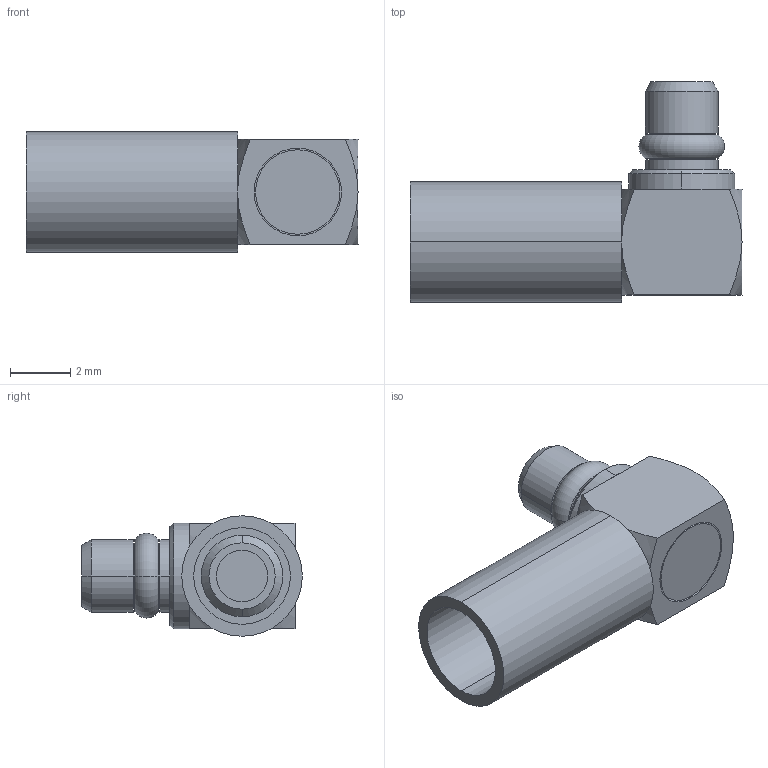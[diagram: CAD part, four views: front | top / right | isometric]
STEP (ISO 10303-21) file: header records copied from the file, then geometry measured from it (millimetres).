
FILE_DESCRIPTION (( 'STEP AP203' ), '1' );
FILE_NAME ('PE44784.step', '2019-07-31T23:00:58', ( '' ), ( '' ), 'SwSTEP 2.0', 'SolidWorks 2018', '' );
FILE_SCHEMA (( 'CONFIG_CONTROL_DESIGN' ));
Length unit declared in the file: inch
Products named in the file (1): PE44784
Bounding box: 10.99 x 7.3 x 3.99 mm (x, y, z)
Volume: 108.7 mm3; surface area: 352.9 mm2
Topology: 2 solids, 2 shells, 68 faces, 144 edges, 89 vertices
Faces by surface type: cylinder 27, plane 22, cone 14, torus 3, sphere 2
Entity records: 1971 total; most frequent: CARTESIAN_POINT 416, DIRECTION 338, ORIENTED_EDGE 280, AXIS2_PLACEMENT_3D 147, EDGE_CURVE 140, VERTEX_POINT 87, EDGE_LOOP 79, CIRCLE 78
